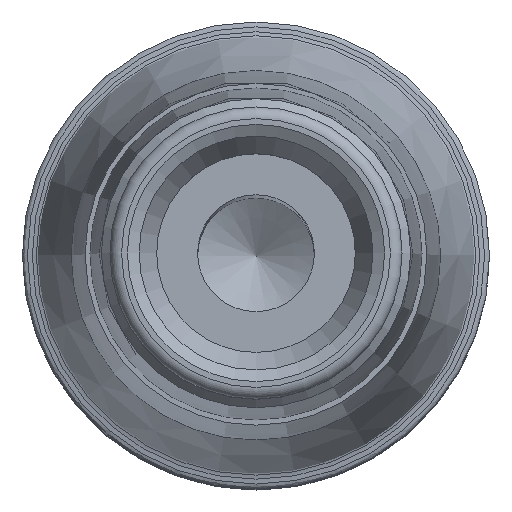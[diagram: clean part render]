
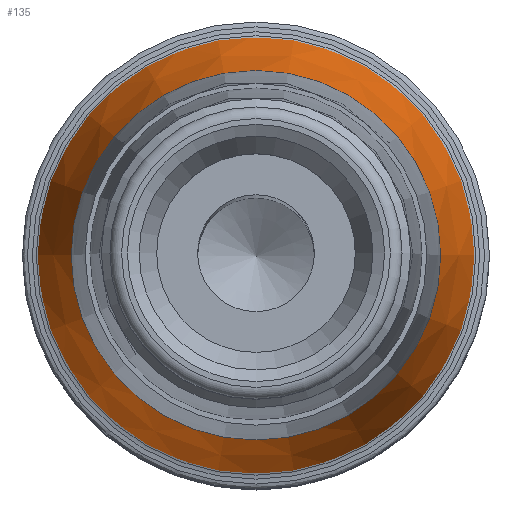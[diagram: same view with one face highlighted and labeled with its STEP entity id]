
A CAD part, top view. The second image highlights one B-rep face of the part: STEP entity #135.
In plain terms, the highlighted conical face has half-angle 17 degrees and reference radius 15.704 mm.
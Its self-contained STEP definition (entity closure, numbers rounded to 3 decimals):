
#80=CONICAL_SURFACE('',#971,15.704,17.);
#135=ADVANCED_FACE('',(#366,#367),#80,.T.);
#366=FACE_BOUND('',#510,.T.);
#367=FACE_BOUND('',#511,.T.);
#510=EDGE_LOOP('',(#652));
#511=EDGE_LOOP('',(#653));
#652=ORIENTED_EDGE('',*,*,#825,.T.);
#653=ORIENTED_EDGE('',*,*,#824,.F.);
#751=VERTEX_POINT('',#1906);
#752=VERTEX_POINT('',#1909);
#824=EDGE_CURVE('',#751,#751,#892,.T.);
#825=EDGE_CURVE('',#752,#752,#893,.T.);
#892=CIRCLE('',#968,15.704);
#893=CIRCLE('',#970,19.002);
#968=AXIS2_PLACEMENT_3D('',#1905,#1161,#1162);
#970=AXIS2_PLACEMENT_3D('',#1908,#1165,#1166);
#971=AXIS2_PLACEMENT_3D('',#1910,#1167,#1168);
#1161=DIRECTION('',(0.,0.,1.));
#1162=DIRECTION('',(1.,0.,0.));
#1165=DIRECTION('',(0.,0.,1.));
#1166=DIRECTION('',(1.,0.,0.));
#1167=DIRECTION('',(0.,0.,-1.));
#1168=DIRECTION('',(-1.,0.,0.));
#1905=CARTESIAN_POINT('',(0.,0.,-7.926));
#1906=CARTESIAN_POINT('',(15.704,0.,-7.926));
#1908=CARTESIAN_POINT('',(0.,0.,-18.714));
#1909=CARTESIAN_POINT('',(19.002,0.,-18.714));
#1910=CARTESIAN_POINT('',(0.,0.,-7.926));
